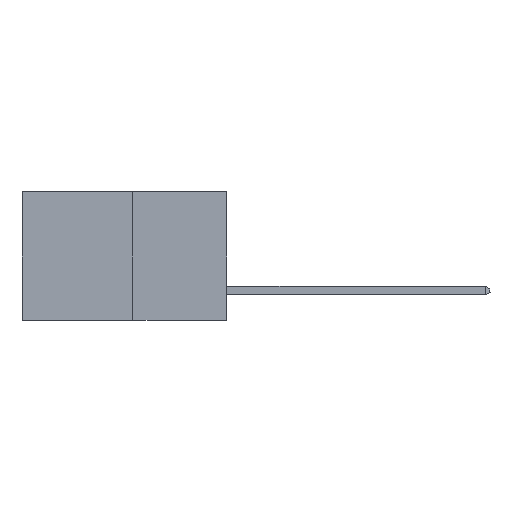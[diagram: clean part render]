
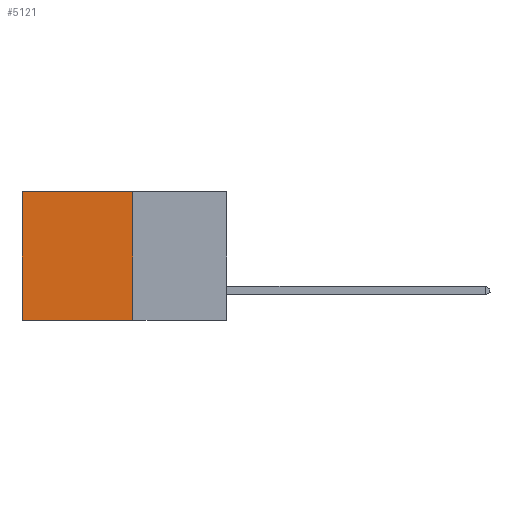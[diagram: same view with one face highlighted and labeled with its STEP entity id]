
A CAD part, left-side view. The second image highlights one B-rep face of the part: STEP entity #5121.
In plain terms, the highlighted planar face has unit normal (-1, 0, 0).
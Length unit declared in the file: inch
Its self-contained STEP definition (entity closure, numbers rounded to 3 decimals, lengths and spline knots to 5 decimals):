
#663 = CARTESIAN_POINT ( 'NONE',  ( 0.277, 0.27, 0. ) ) ;
#691 = ORIENTED_EDGE ( 'NONE', *, *, #10739, .F. ) ;
#980 = CARTESIAN_POINT ( 'NONE',  ( 0.277, 0.27, 0. ) ) ;
#1697 = VECTOR ( 'NONE', #30675, 39.37008 ) ;
#1741 = EDGE_CURVE ( 'NONE', #7115, #19154, #7376, .T. ) ;
#3103 = DIRECTION ( 'NONE',  ( 0., 1., 0. ) ) ;
#3185 = ORIENTED_EDGE ( 'NONE', *, *, #1741, .F. ) ;
#4979 = DIRECTION ( 'NONE',  ( 0., 0., -1. ) ) ;
#4997 = DIRECTION ( 'NONE',  ( 1., 0., 0. ) ) ;
#5042 = PLANE ( 'NONE',  #30060 ) ;
#5111 = CARTESIAN_POINT ( 'NONE',  ( 0.277, 0.27, -0.37 ) ) ;
#5121 = ADVANCED_FACE ( 'NONE', ( #8506 ), #5042, .F. ) ;
#5175 = CARTESIAN_POINT ( 'NONE',  ( 0.277, 0.27, -0.37 ) ) ;
#7115 = VERTEX_POINT ( 'NONE', #980 ) ;
#7376 = LINE ( 'NONE', #30681, #1697 ) ;
#7385 = DIRECTION ( 'NONE',  ( 0., 0., -1. ) ) ;
#7485 = CARTESIAN_POINT ( 'NONE',  ( 0.277, 0.27, -0.37 ) ) ;
#7536 = ORIENTED_EDGE ( 'NONE', *, *, #26328, .T. ) ;
#7583 = DIRECTION ( 'NONE',  ( 0., 1., 0. ) ) ;
#8506 = FACE_OUTER_BOUND ( 'NONE', #26562, .T. ) ;
#10739 = EDGE_CURVE ( 'NONE', #19154, #13754, #19694, .T. ) ;
#11269 = VECTOR ( 'NONE', #3103, 39.37008 ) ;
#13260 = VECTOR ( 'NONE', #7583, 39.37008 ) ;
#13496 = VECTOR ( 'NONE', #7385, 39.37008 ) ;
#13754 = VERTEX_POINT ( 'NONE', #29258 ) ;
#14971 = LINE ( 'NONE', #26529, #13496 ) ;
#19154 = VERTEX_POINT ( 'NONE', #5175 ) ;
#19694 = LINE ( 'NONE', #7485, #13260 ) ;
#22376 = VERTEX_POINT ( 'NONE', #29317 ) ;
#24097 = LINE ( 'NONE', #663, #11269 ) ;
#26328 = EDGE_CURVE ( 'NONE', #22376, #13754, #14971, .T. ) ;
#26529 = CARTESIAN_POINT ( 'NONE',  ( 0.277, 0.59, -0.37 ) ) ;
#26562 = EDGE_LOOP ( 'NONE', ( #7536, #691, #3185, #27550 ) ) ;
#27550 = ORIENTED_EDGE ( 'NONE', *, *, #29355, .T. ) ;
#29258 = CARTESIAN_POINT ( 'NONE',  ( 0.277, 0.59, -0.37 ) ) ;
#29317 = CARTESIAN_POINT ( 'NONE',  ( 0.277, 0.59, 0. ) ) ;
#29355 = EDGE_CURVE ( 'NONE', #7115, #22376, #24097, .T. ) ;
#30060 = AXIS2_PLACEMENT_3D ( 'NONE', #5111, #4997, #4979 ) ;
#30675 = DIRECTION ( 'NONE',  ( 0., 0., -1. ) ) ;
#30681 = CARTESIAN_POINT ( 'NONE',  ( 0.277, 0.27, -0.37 ) ) ;
